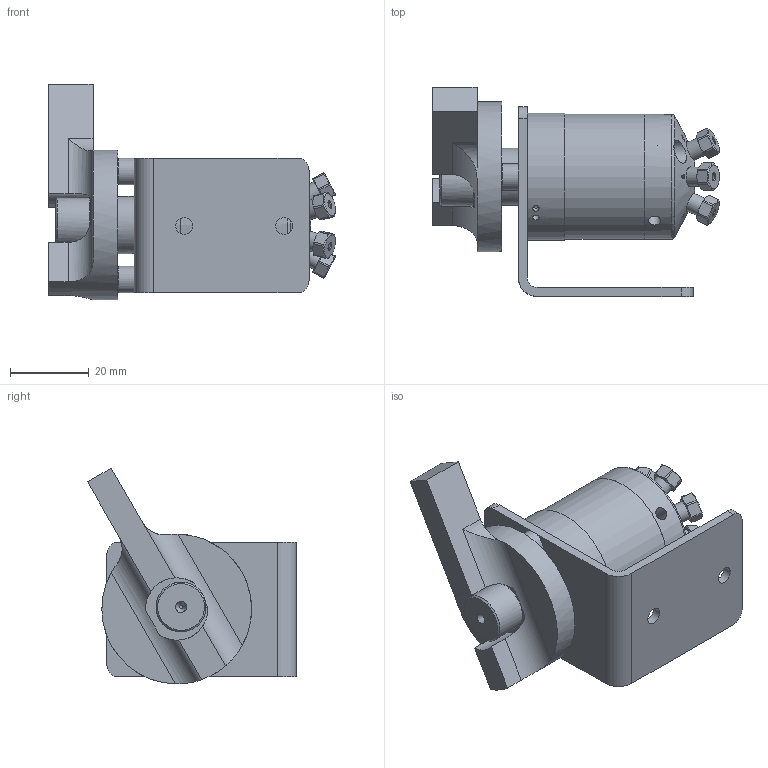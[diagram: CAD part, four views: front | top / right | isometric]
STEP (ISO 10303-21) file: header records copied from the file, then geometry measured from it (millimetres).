
FILE_DESCRIPTION(/* description */ ('C1-2006'),/* implementation_level */ '2;1');
FILE_NAME(/* name */ '312331.stp',/* time_stamp */ '2015-09-14T15:42:05+02:00',/* author */ ('Franzp'),/* organization */ ('VICI'),/* preprocessor_version */ 'ST-DEVELOPER v15.6',/* originating_system */ 'Autodesk Inventor 2015',/* authorisation */ '');
FILE_SCHEMA (('CONFIG_CONTROL_DESIGN'));
Length unit declared in the file: centimetre
Products named in the file (1): 312331
Bounding box: 72.96 x 53.19 x 54.89 mm (x, y, z)
Volume: 46891 mm3; surface area: 22201.7 mm2
Topology: 1 solids, 1 shells, 375 faces, 984 edges, 656 vertices
Faces by surface type: plane 171, cylinder 109, bspline 49, cone 45, torus 1
Full cylindrical faces by diameter (mm): 0.76 x4, 1.65 x2, 1.727 x6, 2.438 x1, 2.997 x1, 3.124 x1, 3.175 x1, 3.183 x2, 3.22 x2, 4.166 x2, 4.32 x4, 4.826 x7, 5.78 x2, 5.89 x2, 6.299 x1, 6.8 x2, 7.95 x1, 8.89 x1, 12.7 x1, 14.529 x1, 14.732 x1, 15.875 x1, 19.075 x1, 31.75 x2, 32.385 x1, 34.798 x1, 38.1 x1
Entity records: 12913 total; most frequent: CARTESIAN_POINT 4389, ORIENTED_EDGE 1672, DIRECTION 1476, EDGE_CURVE 836, VERTEX_POINT 596, AXIS2_PLACEMENT_3D 583, EDGE_LOOP 530, FACE_OUTER_BOUND 375
